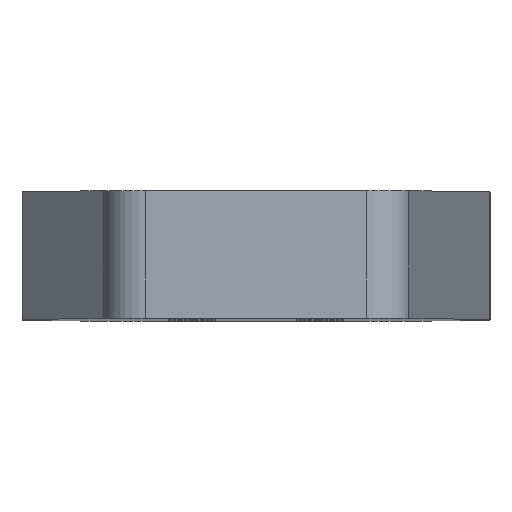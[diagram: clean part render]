
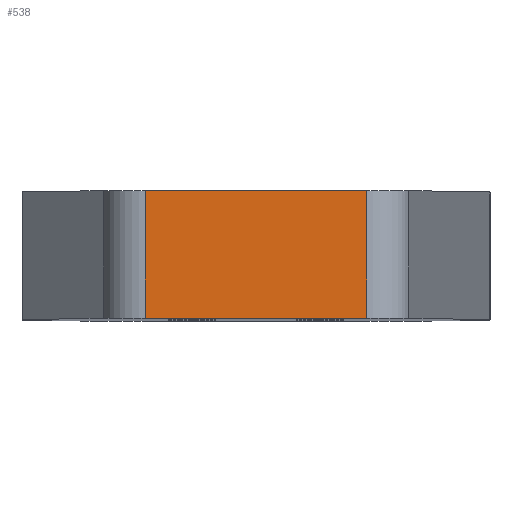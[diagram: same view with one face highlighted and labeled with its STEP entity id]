
A CAD part, top view. The second image highlights one B-rep face of the part: STEP entity #538.
In plain terms, the highlighted planar face has unit normal (0, 0, 1).
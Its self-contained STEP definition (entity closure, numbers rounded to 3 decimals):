
#20 = LINE ( 'NONE', #1169, #580 ) ;
#152 = ORIENTED_EDGE ( 'NONE', *, *, #1459, .F. ) ;
#351 = EDGE_CURVE ( 'NONE', #1417, #585, #1812, .T. ) ;
#370 = CARTESIAN_POINT ( 'NONE',  ( 12.989, 15., 109.5 ) ) ;
#388 = CARTESIAN_POINT ( 'NONE',  ( -12.989, 15., 109.5 ) ) ;
#421 = CARTESIAN_POINT ( 'NONE',  ( 17.5, 15., 109.5 ) ) ;
#443 = FACE_OUTER_BOUND ( 'NONE', #646, .T. ) ;
#518 = DIRECTION ( 'NONE',  ( 1., 0., 0. ) ) ;
#538 = ADVANCED_FACE ( 'NONE', ( #443 ), #759, .F. ) ;
#574 = CARTESIAN_POINT ( 'NONE',  ( 12.989, 15., 109.5 ) ) ;
#580 = VECTOR ( 'NONE', #518, 1000. ) ;
#585 = VERTEX_POINT ( 'NONE', #574 ) ;
#628 = EDGE_CURVE ( 'NONE', #2037, #864, #770, .T. ) ;
#646 = EDGE_LOOP ( 'NONE', ( #152, #668, #959, #860 ) ) ;
#668 = ORIENTED_EDGE ( 'NONE', *, *, #628, .T. ) ;
#759 = PLANE ( 'NONE',  #913 ) ;
#770 = LINE ( 'NONE', #1116, #1281 ) ;
#860 = ORIENTED_EDGE ( 'NONE', *, *, #351, .T. ) ;
#864 = VERTEX_POINT ( 'NONE', #1313 ) ;
#913 = AXIS2_PLACEMENT_3D ( 'NONE', #421, #1366, #1083 ) ;
#958 = LINE ( 'NONE', #1593, #1359 ) ;
#959 = ORIENTED_EDGE ( 'NONE', *, *, #1060, .T. ) ;
#1018 = DIRECTION ( 'NONE',  ( 0., 1., 0. ) ) ;
#1045 = VECTOR ( 'NONE', #1018, 1000. ) ;
#1060 = EDGE_CURVE ( 'NONE', #864, #1417, #20, .T. ) ;
#1083 = DIRECTION ( 'NONE',  ( -1., 0., 0. ) ) ;
#1116 = CARTESIAN_POINT ( 'NONE',  ( -12.989, 15., 109.5 ) ) ;
#1130 = DIRECTION ( 'NONE',  ( 1., 0., 0. ) ) ;
#1169 = CARTESIAN_POINT ( 'NONE',  ( 17.5, 0., 109.5 ) ) ;
#1281 = VECTOR ( 'NONE', #2058, 1000. ) ;
#1313 = CARTESIAN_POINT ( 'NONE',  ( -12.989, 0., 109.5 ) ) ;
#1359 = VECTOR ( 'NONE', #1130, 1000. ) ;
#1366 = DIRECTION ( 'NONE',  ( 0., 0., -1. ) ) ;
#1417 = VERTEX_POINT ( 'NONE', #1912 ) ;
#1459 = EDGE_CURVE ( 'NONE', #2037, #585, #958, .T. ) ;
#1593 = CARTESIAN_POINT ( 'NONE',  ( 17.5, 15., 109.5 ) ) ;
#1812 = LINE ( 'NONE', #370, #1045 ) ;
#1912 = CARTESIAN_POINT ( 'NONE',  ( 12.989, 0., 109.5 ) ) ;
#2037 = VERTEX_POINT ( 'NONE', #388 ) ;
#2058 = DIRECTION ( 'NONE',  ( 0., -1., 0. ) ) ;
